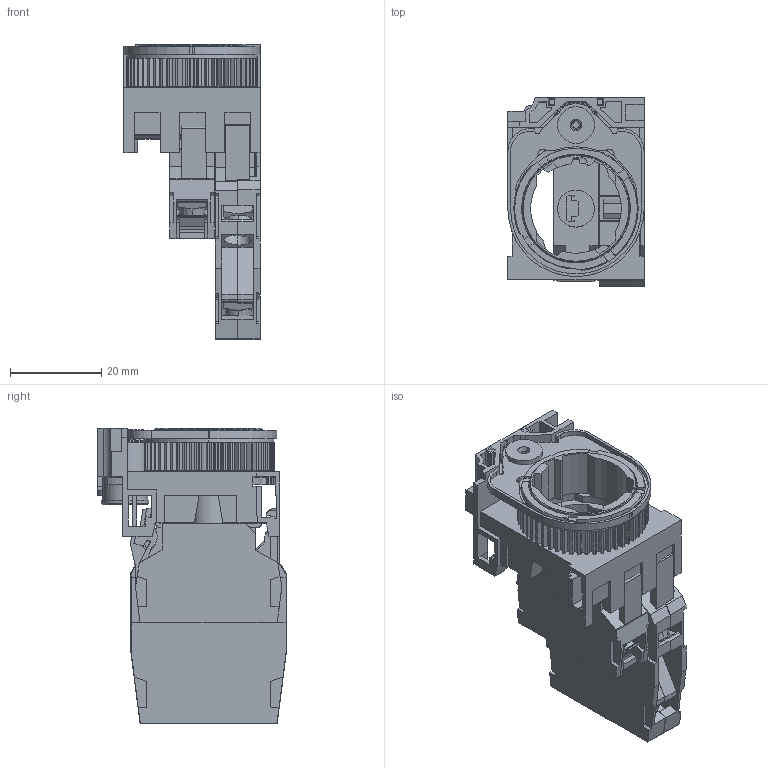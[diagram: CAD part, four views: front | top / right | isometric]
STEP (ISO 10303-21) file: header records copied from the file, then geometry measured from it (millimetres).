
FILE_DESCRIPTION(('STEP AP214'),'1');
FILE_NAME('cctmp_E787224E-7690-4FBE-8870-148C9378694F_2025_10_07_17_56_46_0685..stp','2025-10-07T15:56:49',('SIEMENS A&D'),('CADClick - www.CADClick.com'),'Spatial InterOp 3D postprocessed',' ','unknown authorization');
FILE_SCHEMA(('AUTOMOTIVE_DESIGN'));
Length unit declared in the file: millimetre
Products named in the file (4): cc_unnamed; 0_2; 0_1; 0
Assembly tree (3 placements, depth 2):
  cc_unnamed
    0_2
    0_1
    0
Bounding box: 29.8 x 41.28 x 64.55 mm (x, y, z)
Volume: 25437.5 mm3; surface area: 23781.2 mm2
Topology: 3 solids, 4 shells, 2866 faces, 8198 edges, 5384 vertices
Faces by surface type: plane 2161, cylinder 620, cone 61, torus 24
Entity records: 102417 total; most frequent: CARTESIAN_POINT 17236, ORIENTED_EDGE 16392, DIRECTION 15648, EDGE_CURVE 8196, LINE 6342, VECTOR 6342, VERTEX_POINT 5384, AXIS2_PLACEMENT_3D 4653
